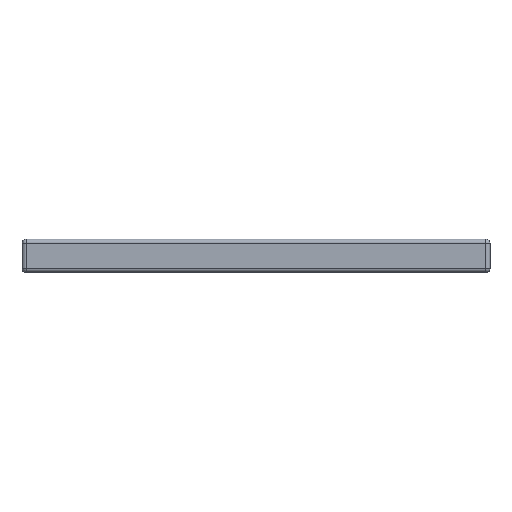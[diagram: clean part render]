
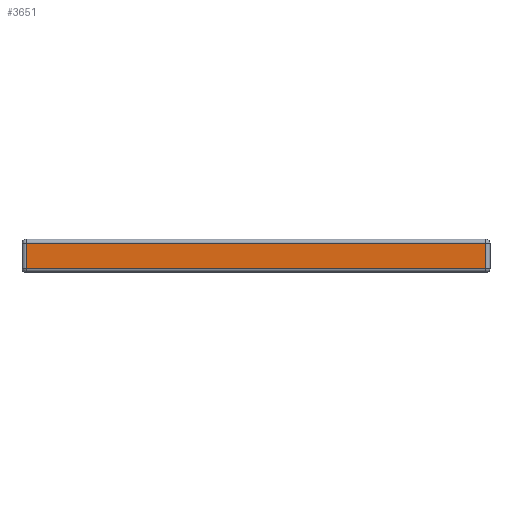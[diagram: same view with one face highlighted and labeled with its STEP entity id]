
A CAD part, top view. The second image highlights one B-rep face of the part: STEP entity #3651.
In plain terms, the highlighted planar face has unit normal (0, 0, 1).
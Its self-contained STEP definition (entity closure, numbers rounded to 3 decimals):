
#403 = CARTESIAN_POINT ( 'NONE',  ( 55., 7., 35. ) ) ;
#629 = ORIENTED_EDGE ( 'NONE', *, *, #2826, .T. ) ;
#781 = EDGE_LOOP ( 'NONE', ( #2535, #629, #931, #2981 ) ) ;
#847 = FACE_OUTER_BOUND ( 'NONE', #781, .T. ) ;
#876 = EDGE_CURVE ( 'NONE', #1244, #1942, #1374, .T. ) ;
#931 = ORIENTED_EDGE ( 'NONE', *, *, #2334, .T. ) ;
#1047 = DIRECTION ( 'NONE',  ( -1., 0., 0. ) ) ;
#1105 = VERTEX_POINT ( 'NONE', #1544 ) ;
#1244 = VERTEX_POINT ( 'NONE', #1641 ) ;
#1374 = LINE ( 'NONE', #2633, #3030 ) ;
#1544 = CARTESIAN_POINT ( 'NONE',  ( 55., 1., 35. ) ) ;
#1641 = CARTESIAN_POINT ( 'NONE',  ( -55., 7., 35. ) ) ;
#1787 = VECTOR ( 'NONE', #2514, 1000. ) ;
#1937 = LINE ( 'NONE', #3455, #1787 ) ;
#1942 = VERTEX_POINT ( 'NONE', #2391 ) ;
#1944 = VERTEX_POINT ( 'NONE', #403 ) ;
#2045 = VECTOR ( 'NONE', #1047, 1000. ) ;
#2105 = DIRECTION ( 'NONE',  ( 0., 0., -1. ) ) ;
#2334 = EDGE_CURVE ( 'NONE', #1105, #1944, #3909, .T. ) ;
#2340 = CARTESIAN_POINT ( 'NONE',  ( 55., 8., 35. ) ) ;
#2391 = CARTESIAN_POINT ( 'NONE',  ( -55., 1., 35. ) ) ;
#2514 = DIRECTION ( 'NONE',  ( 1., 0., 0. ) ) ;
#2535 = ORIENTED_EDGE ( 'NONE', *, *, #876, .T. ) ;
#2633 = CARTESIAN_POINT ( 'NONE',  ( -55., 8., 35. ) ) ;
#2671 = CARTESIAN_POINT ( 'NONE',  ( -56., 8., 35. ) ) ;
#2826 = EDGE_CURVE ( 'NONE', #1942, #1105, #1937, .T. ) ;
#2952 = CARTESIAN_POINT ( 'NONE',  ( -55., 7., 35. ) ) ;
#2963 = EDGE_CURVE ( 'NONE', #1944, #1244, #3269, .T. ) ;
#2981 = ORIENTED_EDGE ( 'NONE', *, *, #2963, .T. ) ;
#3021 = DIRECTION ( 'NONE',  ( -1., 0., 0. ) ) ;
#3030 = VECTOR ( 'NONE', #3886, 1000. ) ;
#3210 = VECTOR ( 'NONE', #3595, 1000. ) ;
#3269 = LINE ( 'NONE', #2952, #2045 ) ;
#3290 = AXIS2_PLACEMENT_3D ( 'NONE', #2671, #2105, #3021 ) ;
#3455 = CARTESIAN_POINT ( 'NONE',  ( -56., 1., 35. ) ) ;
#3595 = DIRECTION ( 'NONE',  ( 0., 1., 0. ) ) ;
#3612 = PLANE ( 'NONE',  #3290 ) ;
#3651 = ADVANCED_FACE ( 'NONE', ( #847 ), #3612, .F. ) ;
#3886 = DIRECTION ( 'NONE',  ( 0., -1., 0. ) ) ;
#3909 = LINE ( 'NONE', #2340, #3210 ) ;
